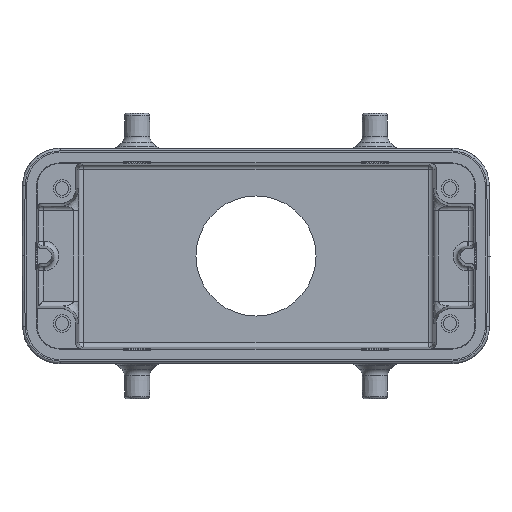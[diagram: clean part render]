
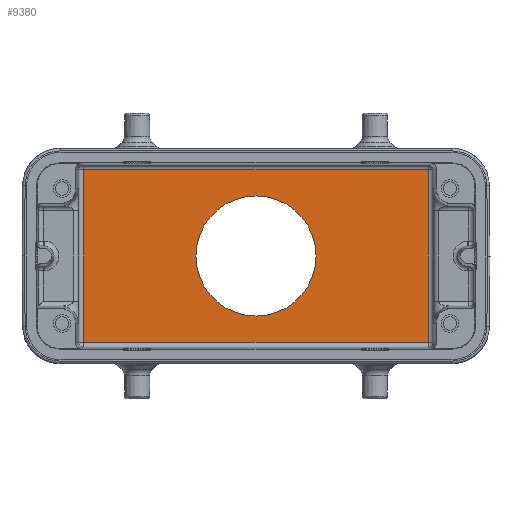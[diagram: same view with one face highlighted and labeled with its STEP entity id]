
A CAD part, front view. The second image highlights one B-rep face of the part: STEP entity #9380.
In plain terms, the highlighted planar face has unit normal (0, -1, 0).
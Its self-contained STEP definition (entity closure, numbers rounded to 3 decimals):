
#2263=DIRECTION('',(0.,0.,-1.));
#2264=VECTOR('',#2263,34.445);
#2265=CARTESIAN_POINT('',(-34.445,43.,17.222));
#2266=LINE('',#2265,#2264);
#2271=CARTESIAN_POINT('',(0.,43.,0.));
#2272=DIRECTION('',(0.,-1.,0.));
#2273=DIRECTION('',(-1.,0.,0.));
#2274=AXIS2_PLACEMENT_3D('',#2271,#2272,#2273);
#2276=CARTESIAN_POINT('',(0.,43.,0.));
#2277=DIRECTION('',(0.,-1.,0.));
#2278=DIRECTION('',(1.,0.,0.));
#2279=AXIS2_PLACEMENT_3D('',#2276,#2277,#2278);
#2285=DIRECTION('',(-1.,0.,0.));
#2286=VECTOR('',#2285,68.89);
#2287=CARTESIAN_POINT('',(34.445,43.,17.222));
#2288=LINE('',#2287,#2286);
#2308=DIRECTION('',(0.,0.,1.));
#2309=VECTOR('',#2308,34.445);
#2310=CARTESIAN_POINT('',(34.445,43.,-17.222));
#2311=LINE('',#2310,#2309);
#2890=DIRECTION('',(1.,0.,0.));
#2891=VECTOR('',#2890,68.89);
#2892=CARTESIAN_POINT('',(-34.445,43.,-17.222));
#2893=LINE('',#2892,#2891);
#5056=CARTESIAN_POINT('',(-12.,43.,0.));
#5057=VERTEX_POINT('',#5056);
#5058=CARTESIAN_POINT('',(12.,43.,0.));
#5059=VERTEX_POINT('',#5058);
#5060=CARTESIAN_POINT('',(34.445,43.,17.222));
#5061=CARTESIAN_POINT('',(-34.445,43.,17.222));
#5062=VERTEX_POINT('',#5060);
#5063=VERTEX_POINT('',#5061);
#5064=CARTESIAN_POINT('',(34.445,43.,-17.222));
#5065=VERTEX_POINT('',#5064);
#5066=CARTESIAN_POINT('',(-34.445,43.,-17.222));
#5067=VERTEX_POINT('',#5066);
#9360=CARTESIAN_POINT('',(45.5,43.,-21.5));
#9361=DIRECTION('',(0.,1.,0.));
#9362=DIRECTION('',(1.,0.,0.));
#9363=AXIS2_PLACEMENT_3D('',#9360,#9361,#9362);
#9364=PLANE('',#9363);
#9366=ORIENTED_EDGE('',*,*,#9365,.F.);
#9368=ORIENTED_EDGE('',*,*,#9367,.F.);
#9370=ORIENTED_EDGE('',*,*,#9369,.F.);
#9371=ORIENTED_EDGE('',*,*,#9350,.F.);
#9372=EDGE_LOOP('',(#9366,#9368,#9370,#9371));
#9373=FACE_OUTER_BOUND('',#9372,.F.);
#9375=ORIENTED_EDGE('',*,*,#9374,.T.);
#9377=ORIENTED_EDGE('',*,*,#9376,.T.);
#9378=EDGE_LOOP('',(#9375,#9377));
#9379=FACE_BOUND('',#9378,.F.);
#9380=ADVANCED_FACE('',(#9373,#9379),#9364,.F.);
#2275=CIRCLE('',#2274,12.);
#2280=CIRCLE('',#2279,12.);
#9350=EDGE_CURVE('',#5063,#5067,#2266,.T.);
#9365=EDGE_CURVE('',#5062,#5063,#2288,.T.);
#9367=EDGE_CURVE('',#5065,#5062,#2311,.T.);
#9369=EDGE_CURVE('',#5067,#5065,#2893,.T.);
#9374=EDGE_CURVE('',#5057,#5059,#2275,.T.);
#9376=EDGE_CURVE('',#5059,#5057,#2280,.T.);
